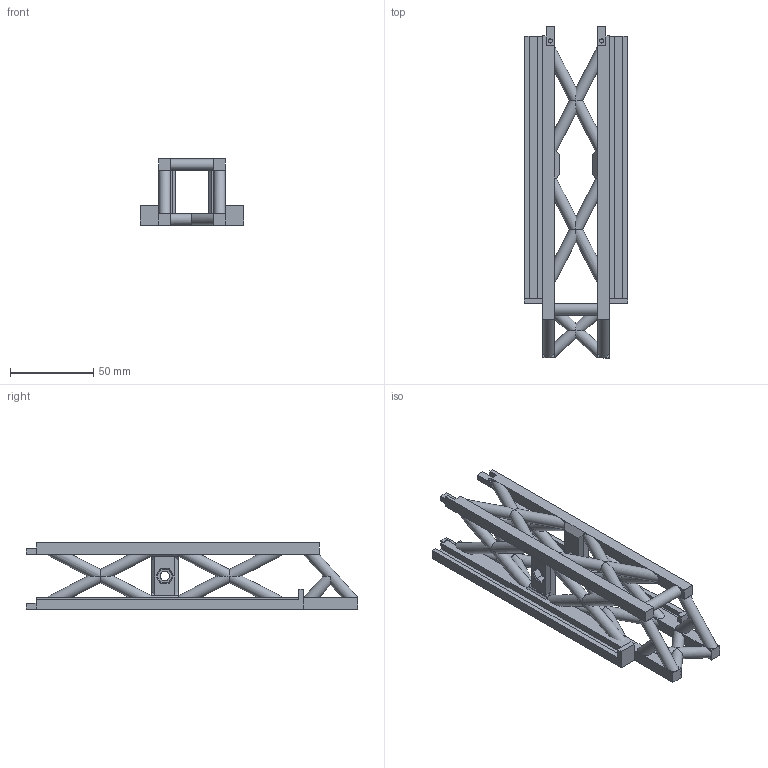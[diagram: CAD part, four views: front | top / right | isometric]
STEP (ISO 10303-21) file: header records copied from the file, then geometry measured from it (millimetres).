
FILE_DESCRIPTION(/* description */ (''),/* implementation_level */ '2;1');
FILE_NAME(/* name */ 'Jib_End_1.step',/* time_stamp */ '2025-11-29T00:25:20+07:00',/* author */ (''),/* organization */ (''),/* preprocessor_version */ 'ST-DEVELOPER v20.1',/* originating_system */ 'Autodesk Translation Framework v14.21.0.0',/* authorisation */ '');
FILE_SCHEMA (('AUTOMOTIVE_DESIGN { 1 0 10303 214 3 1 1 }'));
Length unit declared in the file: millimetre
Products named in the file (3): end_connector; Jib_End; PULLEY BAT
Assembly tree (2 placements, depth 2):
  end_connector
    Jib_End
    PULLEY BAT
Bounding box: 62.5 x 199.75 x 40 mm (x, y, z)
Volume: 100243.8 mm3; surface area: 51967.4 mm2
Topology: 1 solids, 1 shells, 240 faces, 726 edges, 425 vertices
Faces by surface type: plane 191, cylinder 49
Full cylindrical faces by diameter (mm): 2.5 x4, 4 x2, 5.6 x2, 7 x41
Entity records: 8192 total; most frequent: DIRECTION 1483, ORIENTED_EDGE 1436, CARTESIAN_POINT 1384, EDGE_CURVE 718, AXIS2_PLACEMENT_3D 520, LINE 443, VECTOR 443, VERTEX_POINT 421
